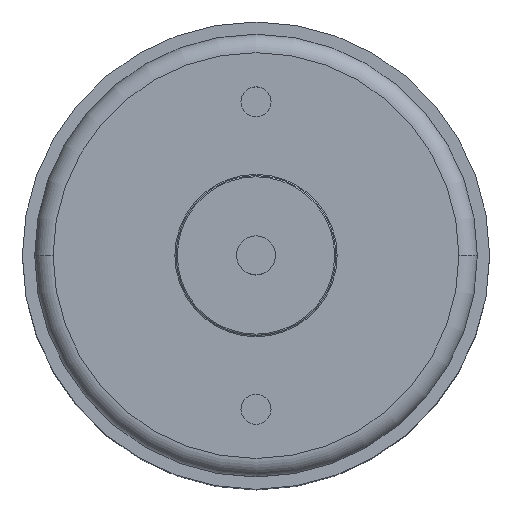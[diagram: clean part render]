
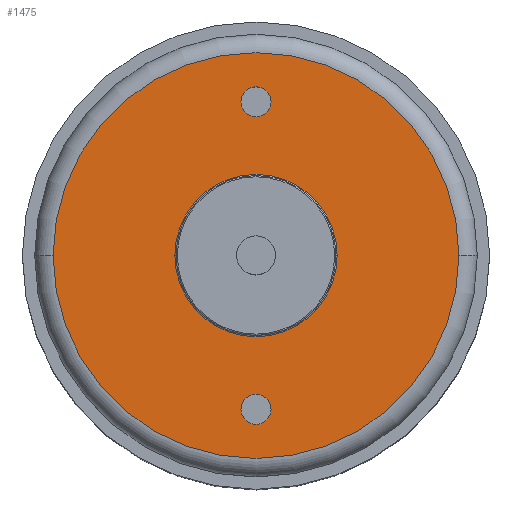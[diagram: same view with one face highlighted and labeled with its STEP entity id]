
A CAD part, top view. The second image highlights one B-rep face of the part: STEP entity #1475.
In plain terms, the highlighted planar face has unit normal (0, 0, 1).
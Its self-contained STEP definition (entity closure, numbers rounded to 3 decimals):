
#15 = DIRECTION ( 'NONE',  ( 1., 0., 0. ) ) ;
#29 = ORIENTED_EDGE ( 'NONE', *, *, #412, .T. ) ;
#33 = CARTESIAN_POINT ( 'NONE',  ( 1.22, 12.5, -0.008 ) ) ;
#87 = VERTEX_POINT ( 'NONE', #561 ) ;
#101 = DIRECTION ( 'NONE',  ( 0., 0., 1. ) ) ;
#104 = FACE_BOUND ( 'NONE', #1671, .T. ) ;
#105 = AXIS2_PLACEMENT_3D ( 'NONE', #762, #1556, #775 ) ;
#114 = DIRECTION ( 'NONE',  ( 1., 0., 0. ) ) ;
#118 = VERTEX_POINT ( 'NONE', #1253 ) ;
#148 = AXIS2_PLACEMENT_3D ( 'NONE', #484, #356, #1546 ) ;
#246 = CIRCLE ( 'NONE', #148, 1.22 ) ;
#263 = ORIENTED_EDGE ( 'NONE', *, *, #509, .T. ) ;
#278 = AXIS2_PLACEMENT_3D ( 'NONE', #589, #1378, #453 ) ;
#281 = DIRECTION ( 'NONE',  ( 1., 0., 0. ) ) ;
#356 = DIRECTION ( 'NONE',  ( 0., 0., 1. ) ) ;
#371 = CIRCLE ( 'NONE', #529, 1.22 ) ;
#372 = DIRECTION ( 'NONE',  ( 0., 0., 1. ) ) ;
#377 = CARTESIAN_POINT ( 'NONE',  ( -16.5, 0., -0.008 ) ) ;
#412 = EDGE_CURVE ( 'NONE', #1277, #558, #442, .T. ) ;
#414 = CARTESIAN_POINT ( 'NONE',  ( 0., 0., -0.008 ) ) ;
#442 = CIRCLE ( 'NONE', #846, 16.5 ) ;
#453 = DIRECTION ( 'NONE',  ( 1., 0., 0. ) ) ;
#456 = FACE_OUTER_BOUND ( 'NONE', #972, .T. ) ;
#466 = CIRCLE ( 'NONE', #1352, 1.22 ) ;
#484 = CARTESIAN_POINT ( 'NONE',  ( 0., -12.5, -0.008 ) ) ;
#509 = EDGE_CURVE ( 'NONE', #118, #1131, #1594, .T. ) ;
#511 = ORIENTED_EDGE ( 'NONE', *, *, #1336, .T. ) ;
#529 = AXIS2_PLACEMENT_3D ( 'NONE', #903, #101, #1041 ) ;
#558 = VERTEX_POINT ( 'NONE', #377 ) ;
#561 = CARTESIAN_POINT ( 'NONE',  ( 1.22, -12.5, -0.008 ) ) ;
#589 = CARTESIAN_POINT ( 'NONE',  ( 0., 0., -0.008 ) ) ;
#593 = ORIENTED_EDGE ( 'NONE', *, *, #1231, .F. ) ;
#595 = EDGE_CURVE ( 'NONE', #87, #1035, #246, .T. ) ;
#662 = CARTESIAN_POINT ( 'NONE',  ( 0., 0., -0.008 ) ) ;
#671 = VERTEX_POINT ( 'NONE', #33 ) ;
#684 = VERTEX_POINT ( 'NONE', #1130 ) ;
#692 = CARTESIAN_POINT ( 'NONE',  ( 0., 12.5, -0.008 ) ) ;
#715 = EDGE_CURVE ( 'NONE', #671, #684, #466, .T. ) ;
#730 = EDGE_LOOP ( 'NONE', ( #511, #263 ) ) ;
#762 = CARTESIAN_POINT ( 'NONE',  ( 0., 0., -0.008 ) ) ;
#764 = AXIS2_PLACEMENT_3D ( 'NONE', #1160, #372, #1284 ) ;
#775 = DIRECTION ( 'NONE',  ( 1., 0., 0. ) ) ;
#786 = DIRECTION ( 'NONE',  ( 1., 0., 0. ) ) ;
#800 = AXIS2_PLACEMENT_3D ( 'NONE', #1705, #914, #114 ) ;
#817 = FACE_BOUND ( 'NONE', #954, .T. ) ;
#831 = ORIENTED_EDGE ( 'NONE', *, *, #1324, .T. ) ;
#846 = AXIS2_PLACEMENT_3D ( 'NONE', #414, #1199, #281 ) ;
#868 = ORIENTED_EDGE ( 'NONE', *, *, #715, .F. ) ;
#869 = CARTESIAN_POINT ( 'NONE',  ( 6.6, 0., -0.008 ) ) ;
#903 = CARTESIAN_POINT ( 'NONE',  ( 0., -12.5, -0.008 ) ) ;
#914 = DIRECTION ( 'NONE',  ( 0., 0., 1. ) ) ;
#954 = EDGE_LOOP ( 'NONE', ( #868, #1414 ) ) ;
#972 = EDGE_LOOP ( 'NONE', ( #29, #831 ) ) ;
#974 = AXIS2_PLACEMENT_3D ( 'NONE', #662, #1564, #786 ) ;
#979 = CIRCLE ( 'NONE', #764, 1.22 ) ;
#986 = CIRCLE ( 'NONE', #800, 16.5 ) ;
#1035 = VERTEX_POINT ( 'NONE', #1265 ) ;
#1041 = DIRECTION ( 'NONE',  ( 1., 0., 0. ) ) ;
#1130 = CARTESIAN_POINT ( 'NONE',  ( -1.22, 12.5, -0.008 ) ) ;
#1131 = VERTEX_POINT ( 'NONE', #869 ) ;
#1160 = CARTESIAN_POINT ( 'NONE',  ( 0., 12.5, -0.008 ) ) ;
#1199 = DIRECTION ( 'NONE',  ( 0., 0., 1. ) ) ;
#1231 = EDGE_CURVE ( 'NONE', #1035, #87, #371, .T. ) ;
#1253 = CARTESIAN_POINT ( 'NONE',  ( -6.6, 0., -0.008 ) ) ;
#1265 = CARTESIAN_POINT ( 'NONE',  ( -1.22, -12.5, -0.008 ) ) ;
#1277 = VERTEX_POINT ( 'NONE', #1555 ) ;
#1284 = DIRECTION ( 'NONE',  ( 1., 0., 0. ) ) ;
#1324 = EDGE_CURVE ( 'NONE', #558, #1277, #986, .T. ) ;
#1336 = EDGE_CURVE ( 'NONE', #1131, #118, #1637, .T. ) ;
#1352 = AXIS2_PLACEMENT_3D ( 'NONE', #692, #1584, #15 ) ;
#1378 = DIRECTION ( 'NONE',  ( 0., 0., -1. ) ) ;
#1414 = ORIENTED_EDGE ( 'NONE', *, *, #1418, .F. ) ;
#1418 = EDGE_CURVE ( 'NONE', #684, #671, #979, .T. ) ;
#1425 = PLANE ( 'NONE',  #105 ) ;
#1463 = FACE_BOUND ( 'NONE', #730, .T. ) ;
#1475 = ADVANCED_FACE ( 'NONE', ( #456, #104, #817, #1463 ), #1425, .T. ) ;
#1546 = DIRECTION ( 'NONE',  ( 1., 0., 0. ) ) ;
#1555 = CARTESIAN_POINT ( 'NONE',  ( 16.5, 0., -0.008 ) ) ;
#1556 = DIRECTION ( 'NONE',  ( 0., 0., 1. ) ) ;
#1564 = DIRECTION ( 'NONE',  ( 0., 0., -1. ) ) ;
#1584 = DIRECTION ( 'NONE',  ( 0., 0., 1. ) ) ;
#1594 = CIRCLE ( 'NONE', #278, 6.6 ) ;
#1617 = ORIENTED_EDGE ( 'NONE', *, *, #595, .F. ) ;
#1637 = CIRCLE ( 'NONE', #974, 6.6 ) ;
#1671 = EDGE_LOOP ( 'NONE', ( #1617, #593 ) ) ;
#1705 = CARTESIAN_POINT ( 'NONE',  ( 0., 0., -0.008 ) ) ;
